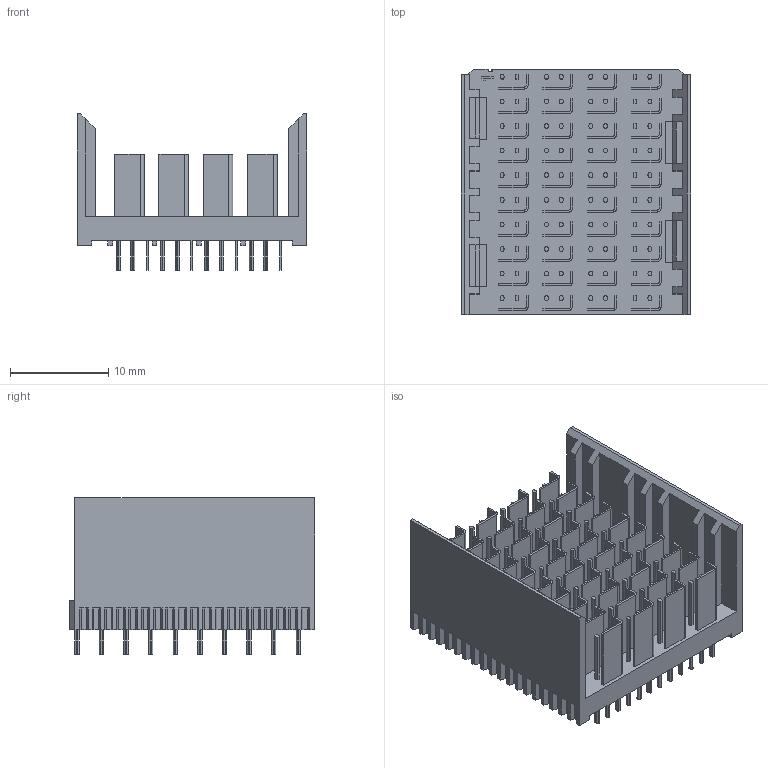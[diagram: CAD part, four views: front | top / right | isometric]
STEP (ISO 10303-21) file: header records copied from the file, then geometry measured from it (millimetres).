
FILE_DESCRIPTION((''),'2;1');
FILE_NAME('TYCO_6469002-1.stp','2011-12-15T13:21:09',(''),(''),'Mechanical Desktop 2011','Mechanical Desktop 2011',', , ');
FILE_SCHEMA(('AUTOMOTIVE_DESIGN { 1 2 10303 214 1 1 1 1 }'));
Length unit declared in the file: millimetre
Products named in the file (1): Product
Bounding box: 23.35 x 24.9 x 15.9 mm (x, y, z)
Volume: 2293.9 mm3; surface area: 6626.4 mm2
Topology: 312 solids, 312 shells, 2728 faces, 6311 edges, 4210 vertices
Faces by surface type: plane 1773, cylinder 683, bspline 272
Entity records: 76787 total; most frequent: CARTESIAN_POINT 14064, ORIENTED_EDGE 12618, DIRECTION 12591, EDGE_CURVE 6309, VECTOR 4945, LINE 4945, VERTEX_POINT 4206, AXIS2_PLACEMENT_3D 3823
